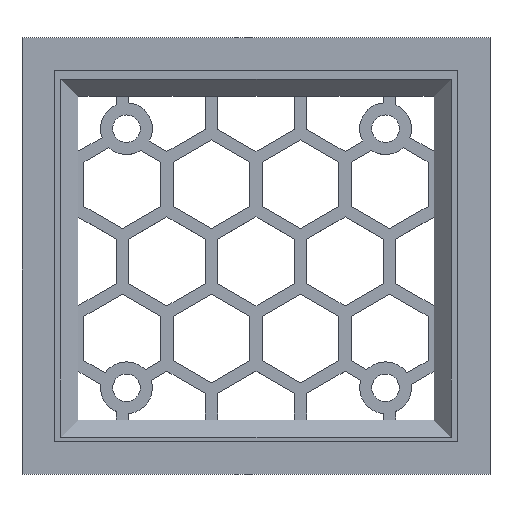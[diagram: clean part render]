
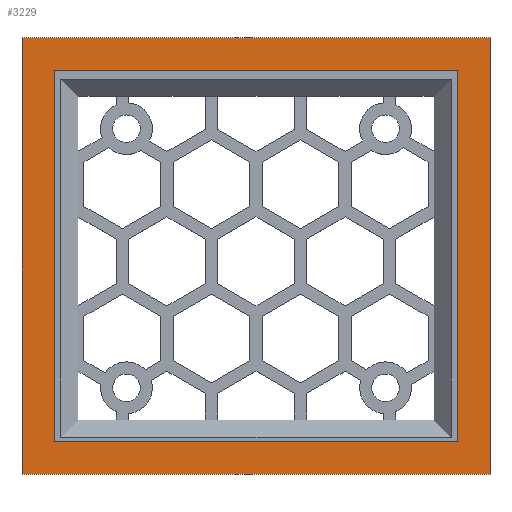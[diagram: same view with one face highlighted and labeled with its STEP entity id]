
A CAD part, top view. The second image highlights one B-rep face of the part: STEP entity #3229.
In plain terms, the highlighted planar face has unit normal (0, 0, 1).
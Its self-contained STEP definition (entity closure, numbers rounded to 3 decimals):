
#31=FACE_BOUND('',#426,.T.);
#257=FACE_OUTER_BOUND('',#425,.T.);
#425=EDGE_LOOP('',(#2795,#2796,#2797,#2798));
#426=EDGE_LOOP('',(#2799,#2800,#2801,#2802));
#855=LINE('',#5086,#1275);
#858=LINE('',#5091,#1278);
#860=LINE('',#5095,#1280);
#862=LINE('',#5098,#1282);
#865=LINE('',#5106,#1285);
#868=LINE('',#5112,#1288);
#871=LINE('',#5118,#1291);
#874=LINE('',#5122,#1294);
#1275=VECTOR('',#4190,10.);
#1278=VECTOR('',#4195,10.);
#1280=VECTOR('',#4199,10.);
#1282=VECTOR('',#4203,10.);
#1285=VECTOR('',#4208,10.);
#1288=VECTOR('',#4213,10.);
#1291=VECTOR('',#4218,10.);
#1294=VECTOR('',#4223,10.);
#1575=VERTEX_POINT('',#5084);
#1576=VERTEX_POINT('',#5085);
#1577=VERTEX_POINT('',#5090);
#1578=VERTEX_POINT('',#5094);
#1581=VERTEX_POINT('',#5103);
#1582=VERTEX_POINT('',#5105);
#1584=VERTEX_POINT('',#5111);
#1586=VERTEX_POINT('',#5117);
#2019=EDGE_CURVE('',#1575,#1576,#855,.T.);
#2022=EDGE_CURVE('',#1576,#1577,#858,.T.);
#2024=EDGE_CURVE('',#1577,#1578,#860,.T.);
#2026=EDGE_CURVE('',#1578,#1575,#862,.T.);
#2029=EDGE_CURVE('',#1582,#1581,#865,.T.);
#2032=EDGE_CURVE('',#1584,#1582,#868,.T.);
#2035=EDGE_CURVE('',#1586,#1584,#871,.T.);
#2038=EDGE_CURVE('',#1581,#1586,#874,.T.);
#2795=ORIENTED_EDGE('',*,*,#2038,.T.);
#2796=ORIENTED_EDGE('',*,*,#2035,.T.);
#2797=ORIENTED_EDGE('',*,*,#2032,.T.);
#2798=ORIENTED_EDGE('',*,*,#2029,.T.);
#2799=ORIENTED_EDGE('',*,*,#2019,.T.);
#2800=ORIENTED_EDGE('',*,*,#2022,.T.);
#2801=ORIENTED_EDGE('',*,*,#2024,.T.);
#2802=ORIENTED_EDGE('',*,*,#2026,.T.);
#3077=PLANE('',#3436);
#3229=ADVANCED_FACE('',(#257,#31),#3077,.T.);
#3436=AXIS2_PLACEMENT_3D('',#5123,#4224,#4225);
#4190=DIRECTION('',(0.,-1.,0.));
#4195=DIRECTION('',(-1.,0.,0.));
#4199=DIRECTION('',(0.,1.,0.));
#4203=DIRECTION('',(1.,0.,0.));
#4208=DIRECTION('',(-1.,0.,0.));
#4213=DIRECTION('',(0.,1.,0.));
#4218=DIRECTION('',(1.,0.,0.));
#4223=DIRECTION('',(0.,-1.,0.));
#4224=DIRECTION('center_axis',(0.,0.,1.));
#4225=DIRECTION('ref_axis',(1.,0.,0.));
#5084=CARTESIAN_POINT('',(24.9,22.9,1.9));
#5085=CARTESIAN_POINT('',(24.9,-23.,1.9));
#5086=CARTESIAN_POINT('',(24.9,-11.525,1.9));
#5090=CARTESIAN_POINT('',(-24.9,-23.,1.9));
#5091=CARTESIAN_POINT('',(-12.45,-23.,1.9));
#5094=CARTESIAN_POINT('',(-24.9,22.9,1.9));
#5095=CARTESIAN_POINT('',(-24.9,11.425,1.9));
#5098=CARTESIAN_POINT('',(12.45,22.9,1.9));
#5103=CARTESIAN_POINT('',(-28.9,26.9,1.9));
#5105=CARTESIAN_POINT('',(28.9,26.9,1.9));
#5106=CARTESIAN_POINT('',(28.9,26.9,1.9));
#5111=CARTESIAN_POINT('',(28.9,-27.,1.9));
#5112=CARTESIAN_POINT('',(28.9,-27.,1.9));
#5117=CARTESIAN_POINT('',(-28.9,-27.,1.9));
#5118=CARTESIAN_POINT('',(-29.,-27.,1.9));
#5122=CARTESIAN_POINT('',(-28.9,26.9,1.9));
#5123=CARTESIAN_POINT('Origin',(0.,-0.05,
1.9));
